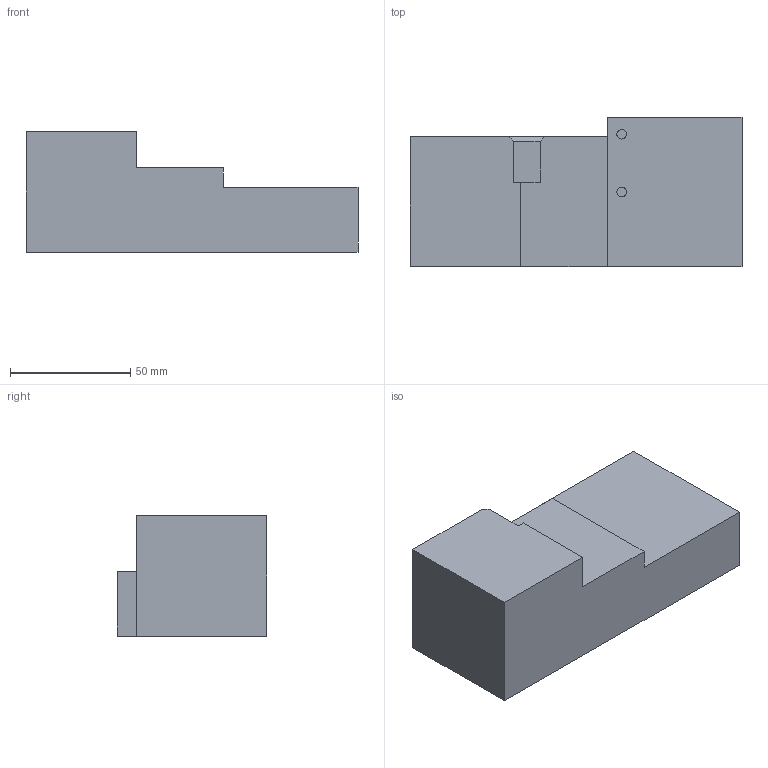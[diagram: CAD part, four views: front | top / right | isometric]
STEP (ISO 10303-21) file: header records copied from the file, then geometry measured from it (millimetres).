
FILE_DESCRIPTION (( 'STEP AP203' ), '1' );
FILE_NAME ('Jig.STEP', '2024-07-23T15:17:35', ( '' ), ( '' ), 'SwSTEP 2.0', 'SolidWorks 2021', '' );
FILE_SCHEMA (( 'CONFIG_CONTROL_DESIGN' ));
Length unit declared in the file: millimetre
Products named in the file (1): Jig
Bounding box: 138 x 62 x 50 mm (x, y, z)
Volume: 279150.1 mm3; surface area: 32995.3 mm2
Topology: 1 solids, 1 shells, 29 faces, 70 edges, 45 vertices
Faces by surface type: plane 25, cylinder 4
Entity records: 909 total; most frequent: CARTESIAN_POINT 145, ORIENTED_EDGE 140, DIRECTION 138, EDGE_CURVE 70, LINE 62, VECTOR 62, VERTEX_POINT 45, AXIS2_PLACEMENT_3D 38
